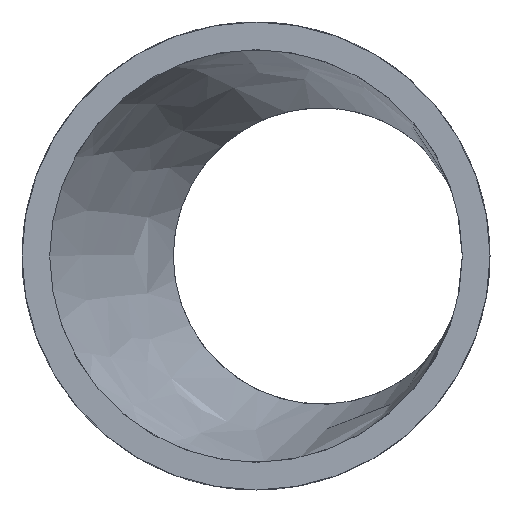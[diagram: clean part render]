
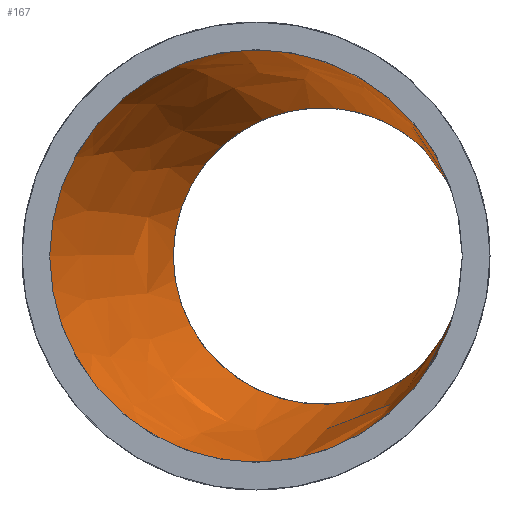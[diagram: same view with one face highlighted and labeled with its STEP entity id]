
A CAD part, left-side view. The second image highlights one B-rep face of the part: STEP entity #167.
In plain terms, the highlighted free-form (B-spline) face has degree [1, 2] with [2, 9] control points.
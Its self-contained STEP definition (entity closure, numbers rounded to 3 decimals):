
#31=CIRCLE('',#195,55.1);
#32=CIRCLE('',#196,55.1);
#33=CIRCLE('',#197,39.6);
#34=CIRCLE('',#198,39.6);
#35=CIRCLE('',#199,39.6);
#36=CIRCLE('',#200,39.6);
#37=CIRCLE('',#201,55.1);
#38=CIRCLE('',#202,55.1);
#43=(
BOUNDED_SURFACE()
B_SPLINE_SURFACE(1,2,((#796,#797,#798,#799,#800,#801,#802,#803,#804),(#805,
#806,#807,#808,#809,#810,#811,#812,#813)),.UNSPECIFIED.,.F.,.T.,.F.)
B_SPLINE_SURFACE_WITH_KNOTS((2,2),(3,2,2,2,3),(-0.214,1.644),
(-3.142,-1.571,0.,1.571,3.142),
 .UNSPECIFIED.)
GEOMETRIC_REPRESENTATION_ITEM()
RATIONAL_B_SPLINE_SURFACE(((1.,0.707,1.,0.707,1.,
0.707,1.,0.707,1.),(1.,0.707,1.,0.707,
1.,0.707,1.,0.707,1.)))
REPRESENTATION_ITEM('')
SURFACE()
);
#47=FACE_OUTER_BOUND('',#57,.T.);
#57=EDGE_LOOP('',(#121,#122,#123,#124,#125,#126,#127,#128,#129,#130));
#73=B_SPLINE_CURVE_WITH_KNOTS('',1,(#820,#821),.UNSPECIFIED.,.F.,.F.,(2,
2),(0.009,1.492),.UNSPECIFIED.);
#79=VERTEX_POINT('',#814);
#80=VERTEX_POINT('',#815);
#81=VERTEX_POINT('',#817);
#82=VERTEX_POINT('',#819);
#83=VERTEX_POINT('',#822);
#84=VERTEX_POINT('',#824);
#85=VERTEX_POINT('',#826);
#86=VERTEX_POINT('',#829);
#97=EDGE_CURVE('',#79,#80,#31,.T.);
#98=EDGE_CURVE('',#80,#81,#32,.T.);
#99=EDGE_CURVE('',#81,#82,#73,.T.);
#100=EDGE_CURVE('',#82,#83,#33,.T.);
#101=EDGE_CURVE('',#83,#84,#34,.T.);
#102=EDGE_CURVE('',#84,#85,#35,.T.);
#103=EDGE_CURVE('',#85,#82,#36,.T.);
#104=EDGE_CURVE('',#81,#86,#37,.T.);
#105=EDGE_CURVE('',#86,#79,#38,.T.);
#121=ORIENTED_EDGE('',*,*,#97,.T.);
#122=ORIENTED_EDGE('',*,*,#98,.T.);
#123=ORIENTED_EDGE('',*,*,#99,.T.);
#124=ORIENTED_EDGE('',*,*,#100,.T.);
#125=ORIENTED_EDGE('',*,*,#101,.T.);
#126=ORIENTED_EDGE('',*,*,#102,.T.);
#127=ORIENTED_EDGE('',*,*,#103,.T.);
#128=ORIENTED_EDGE('',*,*,#99,.F.);
#129=ORIENTED_EDGE('',*,*,#104,.T.);
#130=ORIENTED_EDGE('',*,*,#105,.T.);
#167=ADVANCED_FACE('',(#47),#43,.T.);
#195=AXIS2_PLACEMENT_3D('',#816,#215,#216);
#196=AXIS2_PLACEMENT_3D('',#818,#217,#218);
#197=AXIS2_PLACEMENT_3D('',#823,#219,#220);
#198=AXIS2_PLACEMENT_3D('',#825,#221,#222);
#199=AXIS2_PLACEMENT_3D('',#827,#223,#224);
#200=AXIS2_PLACEMENT_3D('',#828,#225,#226);
#201=AXIS2_PLACEMENT_3D('',#830,#227,#228);
#202=AXIS2_PLACEMENT_3D('',#831,#229,#230);
#215=DIRECTION('center_axis',(-1.,0.,0.));
#216=DIRECTION('ref_axis',(0.,-1.,0.));
#217=DIRECTION('center_axis',(-1.,0.,0.));
#218=DIRECTION('ref_axis',(0.,-1.,0.));
#219=DIRECTION('center_axis',(1.,0.,0.));
#220=DIRECTION('ref_axis',(0.,-1.,0.));
#221=DIRECTION('center_axis',(1.,0.,0.));
#222=DIRECTION('ref_axis',(0.,-1.,0.));
#223=DIRECTION('center_axis',(1.,0.,0.));
#224=DIRECTION('ref_axis',(0.,-1.,0.));
#225=DIRECTION('center_axis',(1.,0.,0.));
#226=DIRECTION('ref_axis',(0.,-1.,0.));
#227=DIRECTION('center_axis',(-1.,0.,0.));
#228=DIRECTION('ref_axis',(0.,-1.,0.));
#229=DIRECTION('center_axis',(-1.,0.,0.));
#230=DIRECTION('ref_axis',(0.,-1.,0.));
#796=CARTESIAN_POINT('Ctrl Pts',(94.722,17.8,-57.379));
#797=CARTESIAN_POINT('Ctrl Pts',(106.5,72.6,-57.379));
#798=CARTESIAN_POINT('Ctrl Pts',(106.5,72.6,0.));
#799=CARTESIAN_POINT('Ctrl Pts',(106.5,72.6,57.379));
#800=CARTESIAN_POINT('Ctrl Pts',(94.722,17.8,57.379));
#801=CARTESIAN_POINT('Ctrl Pts',(82.943,-37.,57.379));
#802=CARTESIAN_POINT('Ctrl Pts',(82.943,-37.,0.));
#803=CARTESIAN_POINT('Ctrl Pts',(82.943,-37.,-57.379));
#804=CARTESIAN_POINT('Ctrl Pts',(94.722,17.8,-57.379));
#805=CARTESIAN_POINT('Ctrl Pts',(193.053,-3.335,-37.979));
#806=CARTESIAN_POINT('Ctrl Pts',(200.849,32.937,-37.979));
#807=CARTESIAN_POINT('Ctrl Pts',(200.849,32.937,0.));
#808=CARTESIAN_POINT('Ctrl Pts',(200.849,32.937,37.979));
#809=CARTESIAN_POINT('Ctrl Pts',(193.053,-3.335,37.979));
#810=CARTESIAN_POINT('Ctrl Pts',(185.257,-39.607,37.979));
#811=CARTESIAN_POINT('Ctrl Pts',(185.257,-39.607,0.));
#812=CARTESIAN_POINT('Ctrl Pts',(185.257,-39.607,-37.979));
#813=CARTESIAN_POINT('Ctrl Pts',(193.053,-3.335,-37.979));
#814=CARTESIAN_POINT('',(106.5,-31.303,25.579));
#815=CARTESIAN_POINT('',(106.5,72.6,0.));
#816=CARTESIAN_POINT('Origin',(106.5,17.5,0.));
#817=CARTESIAN_POINT('',(106.5,15.269,-55.055));
#818=CARTESIAN_POINT('Origin',(106.5,17.5,0.));
#819=CARTESIAN_POINT('',(185.,-1.604,-39.568));
#820=CARTESIAN_POINT('Ctrl Pts',(106.5,15.269,-55.055));
#821=CARTESIAN_POINT('Ctrl Pts',(185.,-1.604,-39.568));
#822=CARTESIAN_POINT('',(185.,39.6,0.));
#823=CARTESIAN_POINT('Origin',(185.,0.,0.));
#824=CARTESIAN_POINT('',(185.,-35.074,18.384));
#825=CARTESIAN_POINT('Origin',(185.,0.,0.));
#826=CARTESIAN_POINT('',(185.,-35.074,-18.384));
#827=CARTESIAN_POINT('Origin',(185.,0.,0.));
#828=CARTESIAN_POINT('Origin',(185.,0.,0.));
#829=CARTESIAN_POINT('',(106.5,-31.303,-25.579));
#830=CARTESIAN_POINT('Origin',(106.5,17.5,0.));
#831=CARTESIAN_POINT('Origin',(106.5,17.5,0.));
